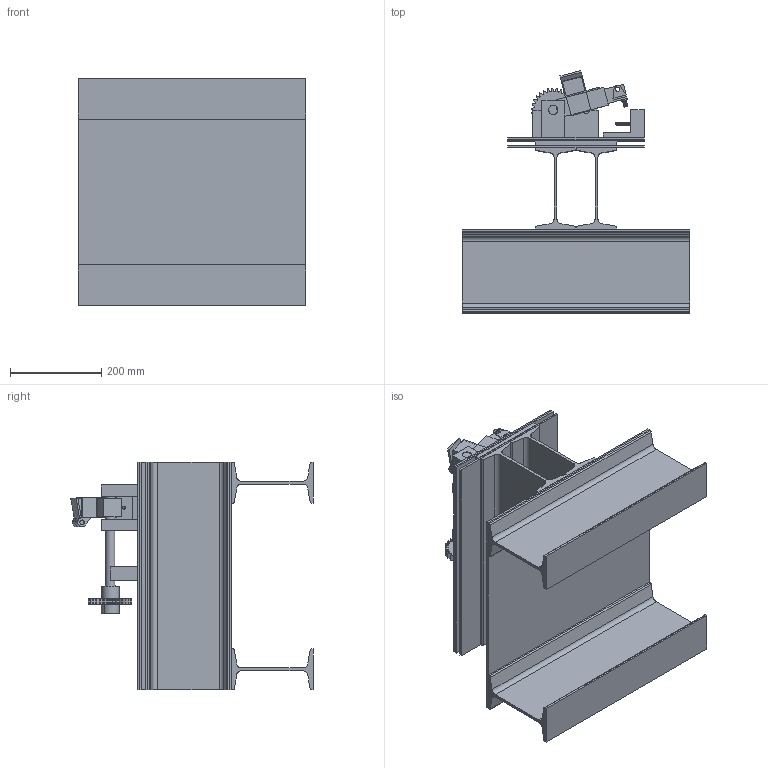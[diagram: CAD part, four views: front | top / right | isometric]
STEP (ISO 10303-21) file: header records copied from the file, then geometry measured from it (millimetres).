
FILE_DESCRIPTION (( 'STEP AP214' ), '1' );
FILE_NAME ('Assem1.STEP', '2024-09-23T07:27:30', ( '' ), ( '' ), 'SwSTEP 2.0', 'SolidWorks 2023', '' );
FILE_SCHEMA (( 'AUTOMOTIVE_DESIGN' ));
Length unit declared in the file: millimetre
Products named in the file (19): nizar_Default<As Machined>; spur 3 teath 4; shaft; spur gear_am_Metric - Spur gear 3M 30T 20PA 12FW ---S30O40H40L20S1; shaft2; Part7; Part9; Part6; hex nut style 1_am_B18.2.4.1M - Hex nut, Style 1,  M8 x 1.25 --D-S; Part1_Default<As Machined>; ass spur 2; Part1^spur gear; dudukan gear; socket head cap screw_am_B18.3.1M - 8 x 1.25 x 25 Drilled (2 Holes) Hex SHCS -- 25SHD2; socket countersunk head screw_am_B18.3.5M - 6 x 1.0 x 40 Socket FCHS  -- 40S; Assem1; spur gear; Part2; Part8
Assembly tree (19 placements, depth 3):
  Assem1
    Part1_Default<As Machined>
    Part2
    nizar_Default<As Machined>
    dudukan gear
    spur gear
      shaft
      Part1^spur gear
      spur 3 teath 4
    ass spur 2
    shaft2  x2
    spur gear_am_Metric - Spur gear 3M 30T 20PA 12FW ---S30O40H40L20S1
    Part6
    Part7
    Part8
    hex nut style 1_am_B18.2.4.1M - Hex nut, Style 1,  M8 x 1.25 --D-S
    socket countersunk head screw_am_B18.3.5M - 6 x 1.0 x 40 Socket FCHS  -- 40S
    socket head cap screw_am_B18.3.1M - 8 x 1.25 x 25 Drilled (2 Holes) Hex SHCS -- 25SHD2
    Part9
Bounding box: 500 x 532.4 x 500 mm (x, y, z)
Volume: 10585570.7 mm3; surface area: 3213248.2 mm2
Topology: 27 solids, 27 shells, 916 faces, 2362 edges, 1506 vertices
Faces by surface type: cylinder 368, plane 276, cone 268, torus 4
Entity records: 28850 total; most frequent: DIRECTION 5298, CARTESIAN_POINT 4969, ORIENTED_EDGE 4692, EDGE_CURVE 2346, AXIS2_PLACEMENT_3D 2047, VERTEX_POINT 1498, LINE 1204, VECTOR 1204
